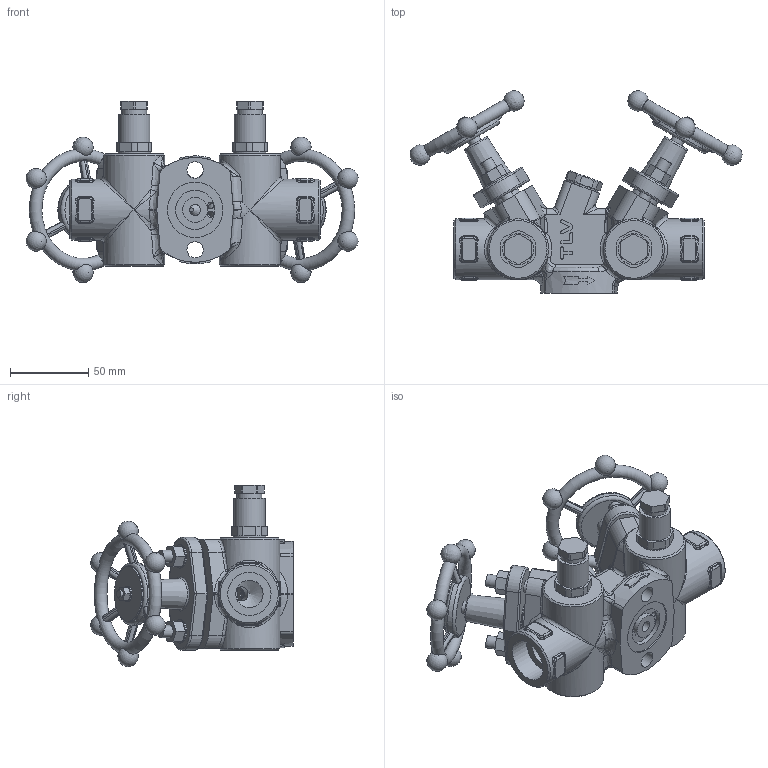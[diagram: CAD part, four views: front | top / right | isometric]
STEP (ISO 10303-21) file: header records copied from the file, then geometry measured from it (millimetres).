
FILE_DESCRIPTION(/* description */ (''),/* implementation_level */ '2;1');
FILE_NAME(/* name */ 'v2prb-020-sw000-00.stp',/* time_stamp */ '2018-03-01T15:17:18+09:00',/* author */ ('nakaot'),/* organization */ (''),/* preprocessor_version */ 'ST-DEVELOPER v15.6',/* originating_system */ 'Autodesk Inventor 2015',/* authorisation */ '');
FILE_SCHEMA (('CONFIG_CONTROL_DESIGN'));
Length unit declared in the file: millimetre
Products named in the file (1): v2prb-020-sw000-00
Bounding box: 212.23 x 129.38 x 115.74 mm (x, y, z)
Volume: 469988.9 mm3; surface area: 109578.4 mm2
Topology: 1 solids, 8 shells, 976 faces, 2404 edges, 1467 vertices
Faces by surface type: plane 342, cylinder 320, bspline 240, torus 31, cone 28, sphere 15
Full cylindrical faces by diameter (mm): 4 x2, 5 x2, 7 x1, 8 x15, 9 x6, 10 x6, 10.2 x2, 10.5 x3, 14.95 x1, 15 x5, 16 x3, 16.7 x3, 17 x3, 17.5 x4, 18 x4, 18.4 x2, 20 x2, 21 x3, 23 x2, 25 x1, 27.7 x2, 35 x2, 35.5 x1, 39 x2
Entity records: 36159 total; most frequent: CARTESIAN_POINT 14484, ORIENTED_EDGE 4302, DIRECTION 4001, EDGE_CURVE 2151, AXIS2_PLACEMENT_3D 1635, VERTEX_POINT 1379, EDGE_LOOP 1204, ADVANCED_FACE 976
